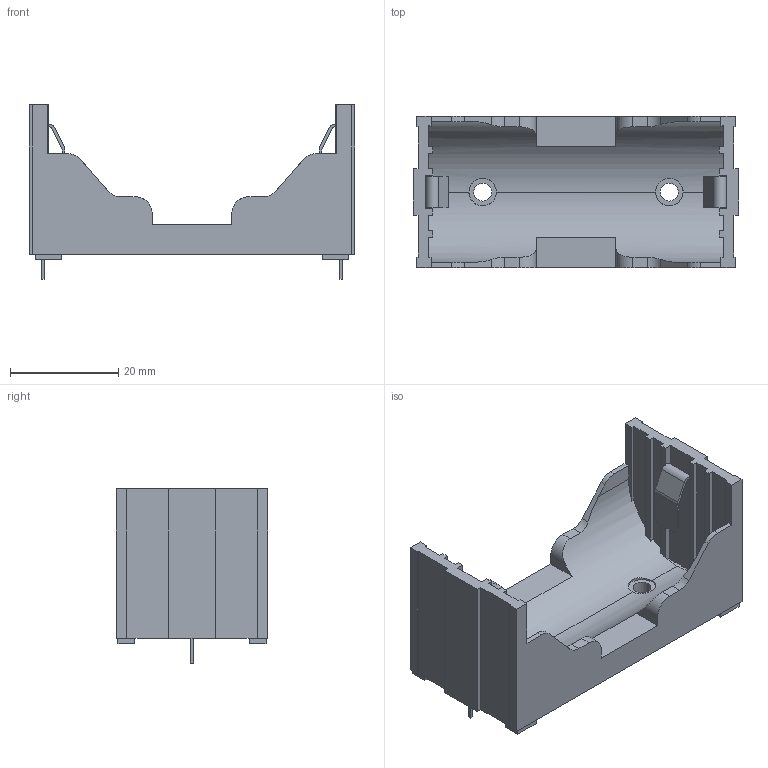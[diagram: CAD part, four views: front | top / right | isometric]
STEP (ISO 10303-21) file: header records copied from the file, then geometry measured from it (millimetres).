
FILE_DESCRIPTION (( 'STEP AP214' ), '1' );
FILE_NAME ('BHC-2-Assy.STEP', '2016-09-23T03:57:13', ( 'CascoLogix' ), ( '' ), 'SwSTEP 2.0', 'SolidWorks 2015', '' );
FILE_SCHEMA (( 'AUTOMOTIVE_DESIGN' ));
Length unit declared in the file: inch
Products named in the file (3): BHC-2-Base; BHC-2-Tab; BHC-2-Assy
Assembly tree (3 placements, depth 2):
  BHC-2-Assy
    BHC-2-Base
    BHC-2-Tab  x2
Bounding box: 60.2 x 27.94 x 32.26 mm (x, y, z)
Volume: 12020.4 mm3; surface area: 9733.5 mm2
Topology: 3 solids, 3 shells, 183 faces, 511 edges, 338 vertices
Faces by surface type: plane 149, cylinder 34
Entity records: 5523 total; most frequent: CARTESIAN_POINT 1152, ORIENTED_EDGE 914, DIRECTION 847, EDGE_CURVE 457, VECTOR 373, LINE 373, VERTEX_POINT 302, AXIS2_PLACEMENT_3D 237
